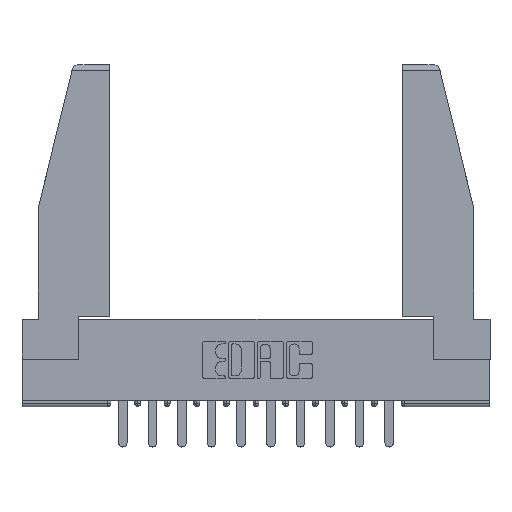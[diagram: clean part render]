
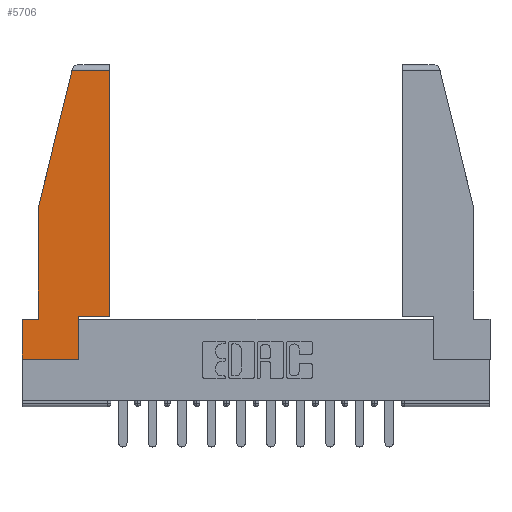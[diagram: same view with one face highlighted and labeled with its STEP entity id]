
A CAD part, top view. The second image highlights one B-rep face of the part: STEP entity #5706.
In plain terms, the highlighted planar face has unit normal (0, 0, 1).
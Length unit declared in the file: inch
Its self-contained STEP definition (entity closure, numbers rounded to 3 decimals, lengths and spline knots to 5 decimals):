
#189 = CARTESIAN_POINT ( 'NONE',  ( 0.461, 0.223, 0. ) ) ;
#449 = LINE ( 'NONE', #5196, #4318 ) ;
#821 = ORIENTED_EDGE ( 'NONE', *, *, #4605, .T. ) ;
#984 = FACE_OUTER_BOUND ( 'NONE', #5493, .T. ) ;
#1095 = CARTESIAN_POINT ( 'NONE',  ( 0., 0., 0. ) ) ;
#1192 = CARTESIAN_POINT ( 'NONE',  ( 0., 0.21, 0. ) ) ;
#1684 = EDGE_CURVE ( 'NONE', #9324, #8376, #12134, .T. ) ;
#1917 = DIRECTION ( 'NONE',  ( 1., 0., 0. ) ) ;
#2006 = VERTEX_POINT ( 'NONE', #3582 ) ;
#2056 = VECTOR ( 'NONE', #8737, 39.37008 ) ;
#2353 = DIRECTION ( 'NONE',  ( -1., 0., 0. ) ) ;
#2452 = ORIENTED_EDGE ( 'NONE', *, *, #15822, .T. ) ;
#2501 = VECTOR ( 'NONE', #9178, 39.37008 ) ;
#2502 = DIRECTION ( 'NONE',  ( 0., 1., 0. ) ) ;
#2837 = VERTEX_POINT ( 'NONE', #7270 ) ;
#3272 = CARTESIAN_POINT ( 'NONE',  ( 0.086, 0.8, 0. ) ) ;
#3582 = CARTESIAN_POINT ( 'NONE',  ( 0.461, 1.52, 0. ) ) ;
#3976 = VERTEX_POINT ( 'NONE', #6039 ) ;
#4318 = VECTOR ( 'NONE', #10566, 39.37008 ) ;
#4335 = DIRECTION ( 'NONE',  ( -1., 0., 0. ) ) ;
#4538 = EDGE_CURVE ( 'NONE', #8376, #2006, #7179, .T. ) ;
#4581 = EDGE_CURVE ( 'NONE', #11074, #9324, #17033, .T. ) ;
#4605 = EDGE_CURVE ( 'NONE', #3976, #7356, #9788, .T. ) ;
#5111 = EDGE_CURVE ( 'NONE', #2006, #15642, #6545, .T. ) ;
#5196 = CARTESIAN_POINT ( 'NONE',  ( 0.271, 1.55, 0. ) ) ;
#5484 = CARTESIAN_POINT ( 'NONE',  ( 0.2636, 1.52, 0. ) ) ;
#5493 = EDGE_LOOP ( 'NONE', ( #12713, #9671, #5605, #7278, #16718, #821, #2452, #6840, #15382 ) ) ;
#5502 = CARTESIAN_POINT ( 'NONE',  ( 0.297, 0.223, 0. ) ) ;
#5605 = ORIENTED_EDGE ( 'NONE', *, *, #15907, .T. ) ;
#5706 = ADVANCED_FACE ( 'NONE', ( #984 ), #15093, .T. ) ;
#5817 = VECTOR ( 'NONE', #13868, 39.37008 ) ;
#6039 = CARTESIAN_POINT ( 'NONE',  ( 0., 0.21, 0. ) ) ;
#6326 = CARTESIAN_POINT ( 'NONE',  ( 0.297, 0., 0. ) ) ;
#6545 = LINE ( 'NONE', #10223, #15022 ) ;
#6840 = ORIENTED_EDGE ( 'NONE', *, *, #4581, .T. ) ;
#7034 = LINE ( 'NONE', #1095, #2501 ) ;
#7179 = LINE ( 'NONE', #9213, #16475 ) ;
#7270 = CARTESIAN_POINT ( 'NONE',  ( 0.086, 0.21, 0. ) ) ;
#7278 = ORIENTED_EDGE ( 'NONE', *, *, #16734, .T. ) ;
#7286 = VECTOR ( 'NONE', #4335, 39.37008 ) ;
#7356 = VERTEX_POINT ( 'NONE', #9467 ) ;
#8019 = VECTOR ( 'NONE', #14691, 39.37008 ) ;
#8376 = VERTEX_POINT ( 'NONE', #189 ) ;
#8737 = DIRECTION ( 'NONE',  ( 0., -1., 0. ) ) ;
#9178 = DIRECTION ( 'NONE',  ( 1., 0., 0. ) ) ;
#9213 = CARTESIAN_POINT ( 'NONE',  ( 0.461, 0.223, 0. ) ) ;
#9324 = VERTEX_POINT ( 'NONE', #17031 ) ;
#9467 = CARTESIAN_POINT ( 'NONE',  ( 0., 0., 0. ) ) ;
#9595 = CARTESIAN_POINT ( 'NONE',  ( 0., 0.21, 0. ) ) ;
#9671 = ORIENTED_EDGE ( 'NONE', *, *, #5111, .T. ) ;
#9788 = LINE ( 'NONE', #1192, #5817 ) ;
#10223 = CARTESIAN_POINT ( 'NONE',  ( 0., 1.52, 0. ) ) ;
#10566 = DIRECTION ( 'NONE',  ( -0.239, -0.971, 0. ) ) ;
#11074 = VERTEX_POINT ( 'NONE', #6326 ) ;
#12134 = LINE ( 'NONE', #5502, #8019 ) ;
#12562 = CARTESIAN_POINT ( 'NONE',  ( 0., 0., 0. ) ) ;
#12713 = ORIENTED_EDGE ( 'NONE', *, *, #4538, .T. ) ;
#13025 = DIRECTION ( 'NONE',  ( 0., 1., 0. ) ) ;
#13281 = CARTESIAN_POINT ( 'NONE',  ( 0.086, 0.8, 0. ) ) ;
#13663 = LINE ( 'NONE', #3272, #2056 ) ;
#13868 = DIRECTION ( 'NONE',  ( 0., -1., 0. ) ) ;
#14354 = VERTEX_POINT ( 'NONE', #13281 ) ;
#14691 = DIRECTION ( 'NONE',  ( 1., 0., 0. ) ) ;
#14767 = EDGE_CURVE ( 'NONE', #2837, #3976, #15133, .T. ) ;
#15022 = VECTOR ( 'NONE', #2353, 39.37008 ) ;
#15093 = PLANE ( 'NONE',  #15812 ) ;
#15133 = LINE ( 'NONE', #9595, #7286 ) ;
#15147 = DIRECTION ( 'NONE',  ( 0., 0., 1. ) ) ;
#15382 = ORIENTED_EDGE ( 'NONE', *, *, #1684, .T. ) ;
#15642 = VERTEX_POINT ( 'NONE', #5484 ) ;
#15761 = CARTESIAN_POINT ( 'NONE',  ( 0.297, 0., 0. ) ) ;
#15812 = AXIS2_PLACEMENT_3D ( 'NONE', #12562, #15147, #1917 ) ;
#15822 = EDGE_CURVE ( 'NONE', #7356, #11074, #7034, .T. ) ;
#15907 = EDGE_CURVE ( 'NONE', #15642, #14354, #449, .T. ) ;
#16475 = VECTOR ( 'NONE', #2502, 39.37008 ) ;
#16718 = ORIENTED_EDGE ( 'NONE', *, *, #14767, .T. ) ;
#16734 = EDGE_CURVE ( 'NONE', #14354, #2837, #13663, .T. ) ;
#17019 = VECTOR ( 'NONE', #13025, 39.37008 ) ;
#17031 = CARTESIAN_POINT ( 'NONE',  ( 0.297, 0.223, 0. ) ) ;
#17033 = LINE ( 'NONE', #15761, #17019 ) ;
